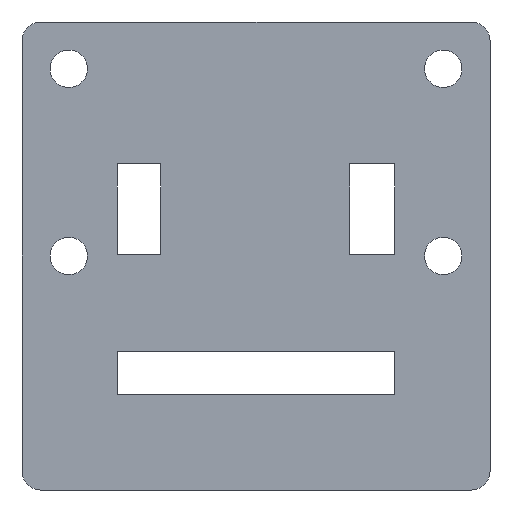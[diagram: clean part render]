
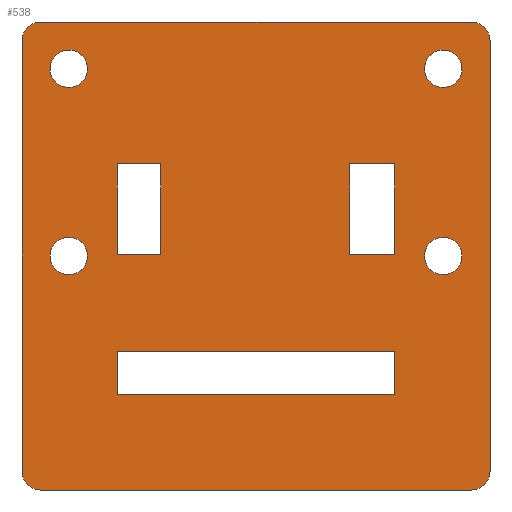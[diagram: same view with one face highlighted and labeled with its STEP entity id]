
A CAD part, front view. The second image highlights one B-rep face of the part: STEP entity #538.
In plain terms, the highlighted planar face has unit normal (0, -1, 0).
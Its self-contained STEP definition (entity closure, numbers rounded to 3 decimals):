
#22=FACE_BOUND('',#112,.T.);
#23=FACE_BOUND('',#113,.T.);
#24=FACE_BOUND('',#114,.T.);
#25=FACE_BOUND('',#115,.T.);
#26=FACE_BOUND('',#116,.T.);
#27=FACE_BOUND('',#117,.T.);
#28=FACE_BOUND('',#118,.T.);
#30=CIRCLE('',#567,2.);
#38=CIRCLE('',#578,2.);
#39=CIRCLE('',#581,2.);
#40=CIRCLE('',#584,2.);
#41=CIRCLE('',#586,2.);
#42=CIRCLE('',#588,2.);
#43=CIRCLE('',#590,2.);
#44=CIRCLE('',#592,2.);
#78=FACE_OUTER_BOUND('',#111,.T.);
#111=EDGE_LOOP('',(#471,#472,#473,#474,#475,#476,#477,#478));
#112=EDGE_LOOP('',(#479,#480,#481,#482));
#113=EDGE_LOOP('',(#483));
#114=EDGE_LOOP('',(#484,#485,#486,#487));
#115=EDGE_LOOP('',(#488,#489,#490,#491));
#116=EDGE_LOOP('',(#492));
#117=EDGE_LOOP('',(#493));
#118=EDGE_LOOP('',(#494));
#122=LINE('',#746,#178);
#125=LINE('',#752,#181);
#129=LINE('',#761,#185);
#132=LINE('',#767,#188);
#136=LINE('',#776,#192);
#139=LINE('',#782,#195);
#140=LINE('',#785,#196);
#143=LINE('',#791,#199);
#146=LINE('',#797,#202);
#149=LINE('',#802,#205);
#151=LINE('',#805,#207);
#153=LINE('',#808,#209);
#159=LINE('',#824,#215);
#165=LINE('',#852,#221);
#168=LINE('',#860,#224);
#174=LINE('',#882,#230);
#178=VECTOR('',#602,10.);
#181=VECTOR('',#607,10.);
#185=VECTOR('',#613,10.);
#188=VECTOR('',#618,10.);
#192=VECTOR('',#624,10.);
#195=VECTOR('',#629,10.);
#196=VECTOR('',#632,10.);
#199=VECTOR('',#637,10.);
#202=VECTOR('',#642,10.);
#205=VECTOR('',#647,10.);
#207=VECTOR('',#651,10.);
#209=VECTOR('',#655,10.);
#215=VECTOR('',#669,10.);
#221=VECTOR('',#697,10.);
#224=VECTOR('',#706,10.);
#230=VECTOR('',#734,10.);
#232=VERTEX_POINT('',#740);
#234=VERTEX_POINT('',#744);
#236=VERTEX_POINT('',#750);
#238=VERTEX_POINT('',#755);
#240=VERTEX_POINT('',#759);
#242=VERTEX_POINT('',#765);
#244=VERTEX_POINT('',#770);
#246=VERTEX_POINT('',#774);
#248=VERTEX_POINT('',#780);
#249=VERTEX_POINT('',#784);
#251=VERTEX_POINT('',#790);
#253=VERTEX_POINT('',#796);
#257=VERTEX_POINT('',#814);
#258=VERTEX_POINT('',#816);
#260=VERTEX_POINT('',#822);
#270=VERTEX_POINT('',#846);
#271=VERTEX_POINT('',#850);
#272=VERTEX_POINT('',#854);
#273=VERTEX_POINT('',#858);
#274=VERTEX_POINT('',#862);
#275=VERTEX_POINT('',#866);
#276=VERTEX_POINT('',#870);
#277=VERTEX_POINT('',#874);
#278=VERTEX_POINT('',#878);
#282=EDGE_CURVE('',#234,#232,#122,.T.);
#285=EDGE_CURVE('',#236,#234,#125,.T.);
#289=EDGE_CURVE('',#240,#238,#129,.T.);
#292=EDGE_CURVE('',#242,#240,#132,.T.);
#296=EDGE_CURVE('',#246,#244,#136,.T.);
#299=EDGE_CURVE('',#248,#246,#139,.T.);
#300=EDGE_CURVE('',#244,#249,#140,.T.);
#303=EDGE_CURVE('',#238,#251,#143,.T.);
#306=EDGE_CURVE('',#232,#253,#146,.T.);
#309=EDGE_CURVE('',#249,#248,#149,.T.);
#311=EDGE_CURVE('',#253,#236,#151,.T.);
#313=EDGE_CURVE('',#251,#242,#153,.T.);
#317=EDGE_CURVE('',#257,#258,#30,.T.);
#321=EDGE_CURVE('',#257,#260,#159,.T.);
#333=EDGE_CURVE('',#270,#260,#38,.T.);
#335=EDGE_CURVE('',#270,#271,#165,.T.);
#337=EDGE_CURVE('',#272,#271,#39,.T.);
#339=EDGE_CURVE('',#272,#273,#168,.T.);
#341=EDGE_CURVE('',#274,#273,#40,.T.);
#343=EDGE_CURVE('',#275,#275,#41,.T.);
#345=EDGE_CURVE('',#276,#276,#42,.T.);
#347=EDGE_CURVE('',#277,#277,#43,.T.);
#349=EDGE_CURVE('',#278,#278,#44,.T.);
#350=EDGE_CURVE('',#274,#258,#174,.T.);
#471=ORIENTED_EDGE('',*,*,#317,.F.);
#472=ORIENTED_EDGE('',*,*,#321,.T.);
#473=ORIENTED_EDGE('',*,*,#333,.F.);
#474=ORIENTED_EDGE('',*,*,#335,.T.);
#475=ORIENTED_EDGE('',*,*,#337,.F.);
#476=ORIENTED_EDGE('',*,*,#339,.T.);
#477=ORIENTED_EDGE('',*,*,#341,.F.);
#478=ORIENTED_EDGE('',*,*,#350,.T.);
#479=ORIENTED_EDGE('',*,*,#299,.F.);
#480=ORIENTED_EDGE('',*,*,#309,.F.);
#481=ORIENTED_EDGE('',*,*,#300,.F.);
#482=ORIENTED_EDGE('',*,*,#296,.F.);
#483=ORIENTED_EDGE('',*,*,#349,.F.);
#484=ORIENTED_EDGE('',*,*,#292,.F.);
#485=ORIENTED_EDGE('',*,*,#313,.F.);
#486=ORIENTED_EDGE('',*,*,#303,.F.);
#487=ORIENTED_EDGE('',*,*,#289,.F.);
#488=ORIENTED_EDGE('',*,*,#285,.F.);
#489=ORIENTED_EDGE('',*,*,#311,.F.);
#490=ORIENTED_EDGE('',*,*,#306,.F.);
#491=ORIENTED_EDGE('',*,*,#282,.F.);
#492=ORIENTED_EDGE('',*,*,#347,.F.);
#493=ORIENTED_EDGE('',*,*,#345,.F.);
#494=ORIENTED_EDGE('',*,*,#343,.F.);
#512=PLANE('',#594);
#538=ADVANCED_FACE('',(#78,#22,#23,#24,#25,#26,#27,#28),#512,.F.);
#567=AXIS2_PLACEMENT_3D('',#817,#662,#663);
#578=AXIS2_PLACEMENT_3D('',#848,#692,#693);
#581=AXIS2_PLACEMENT_3D('',#856,#701,#702);
#584=AXIS2_PLACEMENT_3D('',#864,#710,#711);
#586=AXIS2_PLACEMENT_3D('',#868,#715,#716);
#588=AXIS2_PLACEMENT_3D('',#872,#720,#721);
#590=AXIS2_PLACEMENT_3D('',#876,#725,#726);
#592=AXIS2_PLACEMENT_3D('',#880,#730,#731);
#594=AXIS2_PLACEMENT_3D('',#883,#735,#736);
#602=DIRECTION('',(1.,0.,0.));
#607=DIRECTION('',(0.,0.,-1.));
#613=DIRECTION('',(1.,0.,0.));
#618=DIRECTION('',(0.,0.,-1.));
#624=DIRECTION('',(1.,0.,0.));
#629=DIRECTION('',(0.,0.,-1.));
#632=DIRECTION('',(0.,0.,1.));
#637=DIRECTION('',(0.,0.,1.));
#642=DIRECTION('',(0.,0.,1.));
#647=DIRECTION('',(-1.,0.,0.));
#651=DIRECTION('',(-1.,0.,0.));
#655=DIRECTION('',(-1.,0.,0.));
#662=DIRECTION('center_axis',(0.,1.,0.));
#663=DIRECTION('ref_axis',(-0.707,0.,0.707));
#669=DIRECTION('',(0.,0.,-1.));
#692=DIRECTION('center_axis',(0.,1.,0.));
#693=DIRECTION('ref_axis',(-0.707,0.,-0.707));
#697=DIRECTION('',(1.,0.,0.));
#701=DIRECTION('center_axis',(0.,1.,0.));
#702=DIRECTION('ref_axis',(0.707,0.,-0.707));
#706=DIRECTION('',(0.,0.,1.));
#710=DIRECTION('center_axis',(0.,1.,0.));
#711=DIRECTION('ref_axis',(0.707,0.,0.707));
#715=DIRECTION('center_axis',(0.,-1.,0.));
#716=DIRECTION('ref_axis',(1.,0.,0.));
#720=DIRECTION('center_axis',(0.,-1.,0.));
#721=DIRECTION('ref_axis',(1.,0.,0.));
#725=DIRECTION('center_axis',(0.,-1.,0.));
#726=DIRECTION('ref_axis',(1.,0.,0.));
#730=DIRECTION('center_axis',(0.,-1.,0.));
#731=DIRECTION('ref_axis',(1.,0.,0.));
#734=DIRECTION('',(-1.,0.,0.));
#735=DIRECTION('center_axis',(0.,1.,0.));
#736=DIRECTION('ref_axis',(1.,0.,0.));
#740=CARTESIAN_POINT('',(-10.15,0.,-24.85));
#744=CARTESIAN_POINT('',(-15.,0.,-24.85));
#746=CARTESIAN_POINT('',(-10.,0.,-24.85));
#750=CARTESIAN_POINT('',(-15.,0.,-15.15));
#752=CARTESIAN_POINT('',(-15.,0.,-25.));
#755=CARTESIAN_POINT('',(-35.15,0.,-24.85));
#759=CARTESIAN_POINT('',(-39.85,0.,-24.85));
#761=CARTESIAN_POINT('',(-40.,0.,-24.85));
#765=CARTESIAN_POINT('',(-39.85,0.,-15.15));
#767=CARTESIAN_POINT('',(-39.85,0.,-15.));
#770=CARTESIAN_POINT('',(-10.15,0.,-39.85));
#774=CARTESIAN_POINT('',(-39.85,0.,-39.85));
#776=CARTESIAN_POINT('',(-10.,0.,-39.85));
#780=CARTESIAN_POINT('',(-39.85,0.,-35.15));
#782=CARTESIAN_POINT('',(-39.85,0.,-40.));
#784=CARTESIAN_POINT('',(-10.15,0.,-35.15));
#785=CARTESIAN_POINT('',(-10.15,0.,-35.));
#790=CARTESIAN_POINT('',(-35.15,0.,-15.15));
#791=CARTESIAN_POINT('',(-35.15,0.,-25.));
#796=CARTESIAN_POINT('',(-10.15,0.,-15.15));
#797=CARTESIAN_POINT('',(-10.15,0.,-15.));
#802=CARTESIAN_POINT('',(-40.,0.,-35.15));
#805=CARTESIAN_POINT('',(-15.,0.,-15.15));
#808=CARTESIAN_POINT('',(-35.,0.,-15.15));
#814=CARTESIAN_POINT('',(-50.,0.,-2.));
#816=CARTESIAN_POINT('',(-48.,0.,0.));
#817=CARTESIAN_POINT('Origin',(-48.,0.,-2.));
#822=CARTESIAN_POINT('',(-50.,0.,-48.));
#824=CARTESIAN_POINT('',(-50.,0.,0.));
#846=CARTESIAN_POINT('',(-48.,0.,-50.));
#848=CARTESIAN_POINT('Origin',(-48.,0.,-48.));
#850=CARTESIAN_POINT('',(-2.,0.,-50.));
#852=CARTESIAN_POINT('',(-50.,0.,-50.));
#854=CARTESIAN_POINT('',(0.,0.,-48.));
#856=CARTESIAN_POINT('Origin',(-2.,0.,-48.));
#858=CARTESIAN_POINT('',(0.,0.,-2.));
#860=CARTESIAN_POINT('',(0.,0.,-50.));
#862=CARTESIAN_POINT('',(-2.,0.,0.));
#864=CARTESIAN_POINT('Origin',(-2.,0.,-2.));
#866=CARTESIAN_POINT('',(-7.,0.,-5.));
#868=CARTESIAN_POINT('Origin',(-5.,0.,-5.));
#870=CARTESIAN_POINT('',(-47.,0.,-25.));
#872=CARTESIAN_POINT('Origin',(-45.,0.,-25.));
#874=CARTESIAN_POINT('',(-47.,0.,-5.));
#876=CARTESIAN_POINT('Origin',(-45.,0.,-5.));
#878=CARTESIAN_POINT('',(-7.,0.,-25.));
#880=CARTESIAN_POINT('Origin',(-5.,0.,-25.));
#882=CARTESIAN_POINT('',(0.,0.,0.));
#883=CARTESIAN_POINT('Origin',(-25.,0.,-25.));
